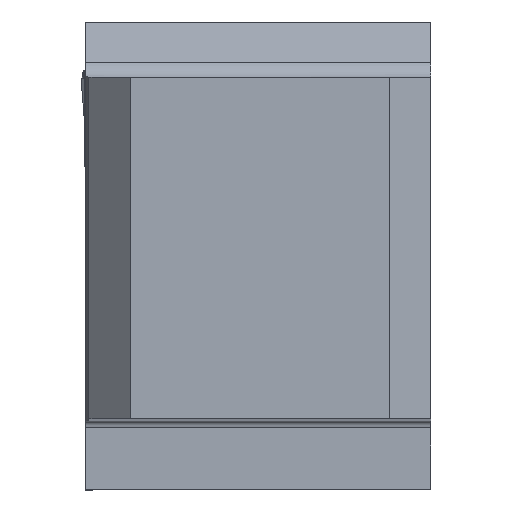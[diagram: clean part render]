
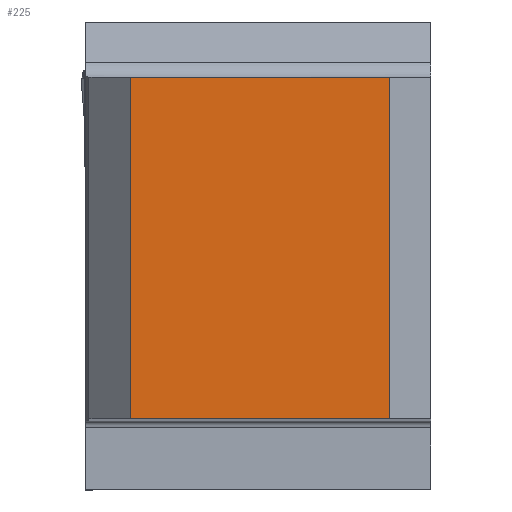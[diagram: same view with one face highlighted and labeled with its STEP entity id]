
A CAD part, top view. The second image highlights one B-rep face of the part: STEP entity #225.
In plain terms, the highlighted planar face has unit normal (0, 0, 1).
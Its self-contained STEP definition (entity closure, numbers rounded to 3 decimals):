
#225=ADVANCED_FACE('CU_BACK_SU1',(#355),#309,.F.);
#309=PLANE('',#1771);
#355=FACE_OUTER_BOUND('',#439,.T.);
#439=EDGE_LOOP('',(#523,#524,#525,#526));
#523=ORIENTED_EDGE('',*,*,#1151,.F.);
#524=ORIENTED_EDGE('',*,*,#1152,.T.);
#525=ORIENTED_EDGE('',*,*,#1153,.T.);
#526=ORIENTED_EDGE('',*,*,#1154,.F.);
#995=VERTEX_POINT('',#2397);
#996=VERTEX_POINT('',#2398);
#997=VERTEX_POINT('',#2400);
#998=VERTEX_POINT('',#2402);
#1151=EDGE_CURVE('',#995,#996,#1387,.T.);
#1152=EDGE_CURVE('',#995,#997,#1388,.T.);
#1153=EDGE_CURVE('',#997,#998,#1389,.T.);
#1154=EDGE_CURVE('',#996,#998,#1390,.T.);
#1387=LINE('',#2396,#1538);
#1388=LINE('',#2399,#1539);
#1389=LINE('',#2401,#1540);
#1390=LINE('',#2403,#1541);
#1538=VECTOR('',#1930,1.);
#1539=VECTOR('',#1931,1.);
#1540=VECTOR('',#1932,1.);
#1541=VECTOR('',#1933,1.);
#1771=AXIS2_PLACEMENT_3D('',#2404,#1934,#1935);
#1930=DIRECTION('',(0.,1.,0.));
#1931=DIRECTION('',(1.,0.,0.));
#1932=DIRECTION('',(0.,1.,0.));
#1933=DIRECTION('',(1.,0.,0.));
#1934=DIRECTION('',(0.,0.,-1.));
#1935=DIRECTION('',(-1.,0.,0.));
#2396=CARTESIAN_POINT('',(-21.925,0.,0.));
#2397=CARTESIAN_POINT('',(-21.925,0.,0.));
#2398=CARTESIAN_POINT('',(-21.925,24.925,0.));
#2399=CARTESIAN_POINT('',(-110.,0.,0.));
#2400=CARTESIAN_POINT('',(-3.,0.,0.));
#2401=CARTESIAN_POINT('',(-3.,0.,0.));
#2402=CARTESIAN_POINT('',(-3.,24.925,0.));
#2403=CARTESIAN_POINT('',(-110.,24.925,0.));
#2404=CARTESIAN_POINT('',(23.246,44.925,0.));
